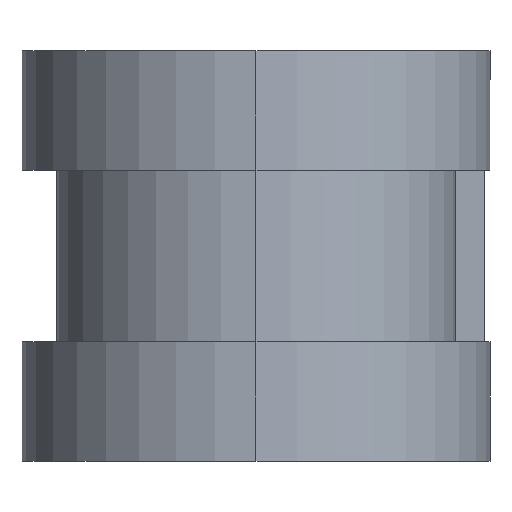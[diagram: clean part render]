
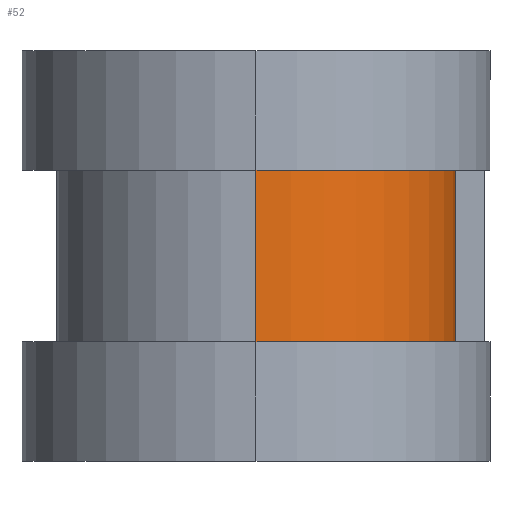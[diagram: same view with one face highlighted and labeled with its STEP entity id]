
A CAD part, left-side view. The second image highlights one B-rep face of the part: STEP entity #52.
In plain terms, the highlighted cylindrical face has radius 7 mm (diameter 14 mm), a partial arc.
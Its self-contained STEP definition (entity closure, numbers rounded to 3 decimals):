
#34 = VERTEX_POINT ( 'NONE', #305 ) ;
#40 = VECTOR ( 'NONE', #258, 1000. ) ;
#52 = ADVANCED_FACE ( 'NONE', ( #1019 ), #667, .T. ) ;
#87 = AXIS2_PLACEMENT_3D ( 'NONE', #1160, #546, #908 ) ;
#112 = VECTOR ( 'NONE', #1303, 1000. ) ;
#159 = LINE ( 'NONE', #620, #40 ) ;
#258 = DIRECTION ( 'NONE',  ( 0., 0., -1. ) ) ;
#305 = CARTESIAN_POINT ( 'NONE',  ( -7., 6.5, 3. ) ) ;
#345 = CIRCLE ( 'NONE', #1032, 7. ) ;
#401 = EDGE_CURVE ( 'NONE', #661, #603, #815, .T. ) ;
#454 = ORIENTED_EDGE ( 'NONE', *, *, #707, .T. ) ;
#455 = CARTESIAN_POINT ( 'NONE',  ( 0., -0.5, -3. ) ) ;
#546 = DIRECTION ( 'NONE',  ( 0., 0., -1. ) ) ;
#602 = DIRECTION ( 'NONE',  ( 0., -1., 0. ) ) ;
#603 = VERTEX_POINT ( 'NONE', #455 ) ;
#620 = CARTESIAN_POINT ( 'NONE',  ( -7., 6.5, 6. ) ) ;
#661 = VERTEX_POINT ( 'NONE', #723 ) ;
#667 = CYLINDRICAL_SURFACE ( 'NONE', #87, 7. ) ;
#670 = EDGE_CURVE ( 'NONE', #603, #736, #345, .T. ) ;
#707 = EDGE_CURVE ( 'NONE', #661, #34, #1242, .T. ) ;
#723 = CARTESIAN_POINT ( 'NONE',  ( 0., -0.5, 3. ) ) ;
#736 = VERTEX_POINT ( 'NONE', #839 ) ;
#807 = EDGE_LOOP ( 'NONE', ( #454, #1257, #1250, #1277 ) ) ;
#815 = LINE ( 'NONE', #1180, #112 ) ;
#839 = CARTESIAN_POINT ( 'NONE',  ( -7., 6.5, -3. ) ) ;
#872 = DIRECTION ( 'NONE',  ( 0., 0., -1. ) ) ;
#908 = DIRECTION ( 'NONE',  ( -1., 0., 0. ) ) ;
#978 = DIRECTION ( 'NONE',  ( 0., 0., -1. ) ) ;
#985 = CARTESIAN_POINT ( 'NONE',  ( 0., 6.5, -3. ) ) ;
#1019 = FACE_OUTER_BOUND ( 'NONE', #807, .T. ) ;
#1032 = AXIS2_PLACEMENT_3D ( 'NONE', #985, #978, #1470 ) ;
#1160 = CARTESIAN_POINT ( 'NONE',  ( 0., 6.5, 6. ) ) ;
#1180 = CARTESIAN_POINT ( 'NONE',  ( 0., -0.5, 6. ) ) ;
#1220 = CARTESIAN_POINT ( 'NONE',  ( 0., 6.5, 3. ) ) ;
#1242 = CIRCLE ( 'NONE', #1440, 7. ) ;
#1250 = ORIENTED_EDGE ( 'NONE', *, *, #670, .F. ) ;
#1257 = ORIENTED_EDGE ( 'NONE', *, *, #1552, .T. ) ;
#1277 = ORIENTED_EDGE ( 'NONE', *, *, #401, .F. ) ;
#1303 = DIRECTION ( 'NONE',  ( 0., 0., -1. ) ) ;
#1440 = AXIS2_PLACEMENT_3D ( 'NONE', #1220, #872, #602 ) ;
#1470 = DIRECTION ( 'NONE',  ( 0., -1., 0. ) ) ;
#1552 = EDGE_CURVE ( 'NONE', #34, #736, #159, .T. ) ;
